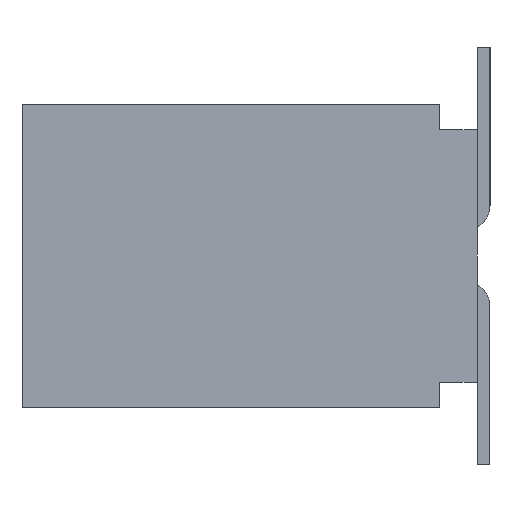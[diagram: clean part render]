
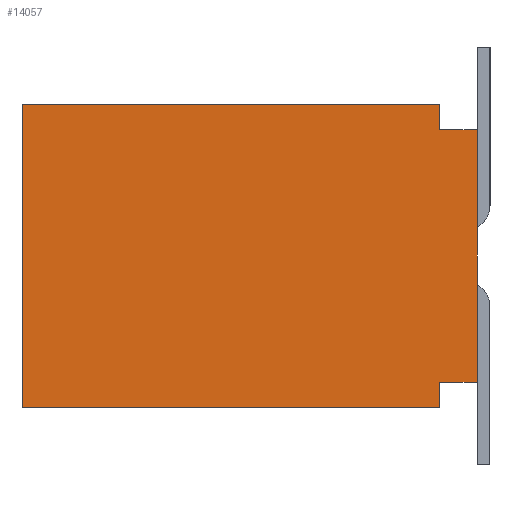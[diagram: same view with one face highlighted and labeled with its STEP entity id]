
A CAD part, left-side view. The second image highlights one B-rep face of the part: STEP entity #14057.
In plain terms, the highlighted planar face has unit normal (-1, 0, 0).
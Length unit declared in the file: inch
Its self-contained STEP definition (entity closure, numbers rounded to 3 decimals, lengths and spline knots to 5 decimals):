
#270=ORIENTED_EDGE('',*,*,#4342,.F.);
#271=ORIENTED_EDGE('',*,*,#4343,.T.);
#272=ORIENTED_EDGE('',*,*,#4344,.F.);
#273=ORIENTED_EDGE('',*,*,#4345,.T.);
#274=ORIENTED_EDGE('',*,*,#4346,.F.);
#275=ORIENTED_EDGE('',*,*,#4347,.F.);
#276=ORIENTED_EDGE('',*,*,#4348,.T.);
#277=ORIENTED_EDGE('',*,*,#4349,.T.);
#4342=EDGE_CURVE('',#6378,#6379,#7682,.T.);
#4343=EDGE_CURVE('',#6378,#6380,#7683,.T.);
#4344=EDGE_CURVE('',#6381,#6380,#7684,.T.);
#4345=EDGE_CURVE('',#6381,#6382,#7685,.T.);
#4346=EDGE_CURVE('',#6383,#6382,#7686,.T.);
#4347=EDGE_CURVE('',#6384,#6383,#7687,.T.);
#4348=EDGE_CURVE('',#6384,#6385,#7688,.T.);
#4349=EDGE_CURVE('',#6385,#6379,#7689,.T.);
#6378=VERTEX_POINT('',#19791);
#6379=VERTEX_POINT('',#19792);
#6380=VERTEX_POINT('',#19794);
#6381=VERTEX_POINT('',#19796);
#6382=VERTEX_POINT('',#19798);
#6383=VERTEX_POINT('',#19800);
#6384=VERTEX_POINT('',#19802);
#6385=VERTEX_POINT('',#19804);
#7682=LINE('',#19790,#9558);
#7683=LINE('',#19793,#9559);
#7684=LINE('',#19795,#9560);
#7685=LINE('',#19797,#9561);
#7686=LINE('',#19799,#9562);
#7687=LINE('',#19801,#9563);
#7688=LINE('',#19803,#9564);
#7689=LINE('',#19805,#9565);
#9558=VECTOR('',#15920,39.37008);
#9559=VECTOR('',#15921,39.37008);
#9560=VECTOR('',#15922,39.37008);
#9561=VECTOR('',#15923,39.37008);
#9562=VECTOR('',#15924,39.37008);
#9563=VECTOR('',#15925,39.37008);
#9564=VECTOR('',#15926,39.37008);
#9565=VECTOR('',#15927,39.37008);
#11434=EDGE_LOOP('',(#270,#271,#272,#273,#274,#275,#276,#277));
#12368=FACE_BOUND('',#11434,.T.);
#13302=PLANE('',#14919);
#14057=ADVANCED_FACE('',(#12368),#13302,.F.);
#14919=AXIS2_PLACEMENT_3D('',#19789,#15918,#15919);
#15918=DIRECTION('',(1.,0.,0.));
#15919=DIRECTION('',(0.,0.,-1.));
#15920=DIRECTION('',(0.,1.,0.));
#15921=DIRECTION('',(0.,0.,1.));
#15922=DIRECTION('',(0.,-1.,0.));
#15923=DIRECTION('',(0.,0.,1.));
#15924=DIRECTION('',(0.,-1.,0.));
#15925=DIRECTION('',(0.,0.,1.));
#15926=DIRECTION('',(0.,-1.,0.));
#15927=DIRECTION('',(0.,0.,1.));
#19789=CARTESIAN_POINT('',(-0.5075,0.18,-0.06));
#19790=CARTESIAN_POINT('',(-0.5075,0.18,-0.05));
#19791=CARTESIAN_POINT('',(-0.5075,0.,-0.05));
#19792=CARTESIAN_POINT('',(-0.5075,0.015,-0.05));
#19793=CARTESIAN_POINT('',(-0.5075,0.,-0.06));
#19794=CARTESIAN_POINT('',(-0.5075,0.,0.05));
#19795=CARTESIAN_POINT('',(-0.5075,0.18,0.05));
#19796=CARTESIAN_POINT('',(-0.5075,0.015,0.05));
#19797=CARTESIAN_POINT('',(-0.5075,0.015,-0.06));
#19798=CARTESIAN_POINT('',(-0.5075,0.015,0.06));
#19799=CARTESIAN_POINT('',(-0.5075,0.18,0.06));
#19800=CARTESIAN_POINT('',(-0.5075,0.18,0.06));
#19801=CARTESIAN_POINT('',(-0.5075,0.18,-0.06));
#19802=CARTESIAN_POINT('',(-0.5075,0.18,-0.06));
#19803=CARTESIAN_POINT('',(-0.5075,0.18,-0.06));
#19804=CARTESIAN_POINT('',(-0.5075,0.015,-0.06));
#19805=CARTESIAN_POINT('',(-0.5075,0.015,-0.06));
